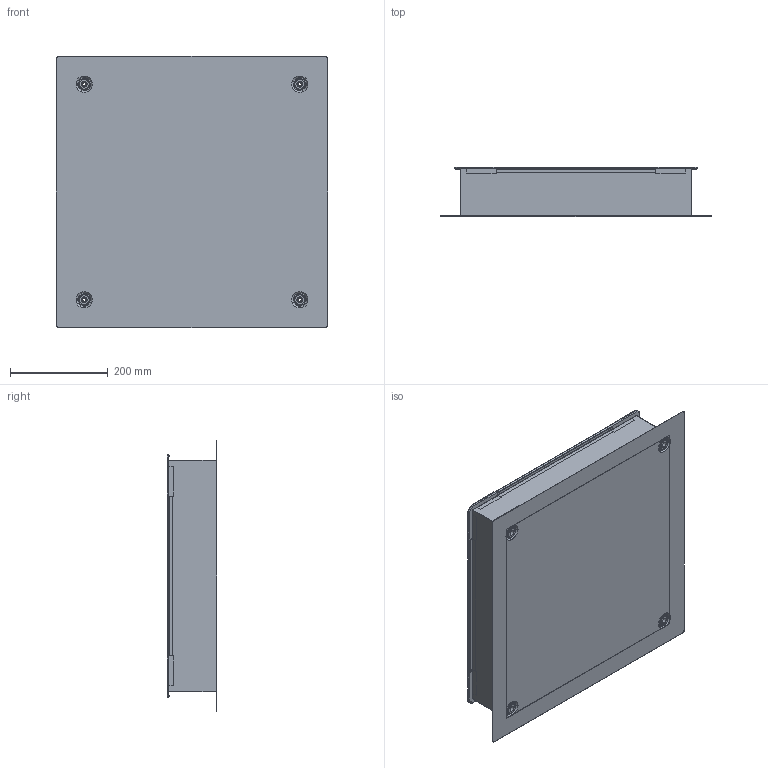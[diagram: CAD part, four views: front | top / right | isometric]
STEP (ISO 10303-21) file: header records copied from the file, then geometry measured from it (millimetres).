
FILE_DESCRIPTION((''),'2;1');
FILE_NAME('UDB3215265_ASM','2022-11-11T08:43:05',('schnurrr'),(''),'CREO PARAMETRIC BY PTC INC, 2022024','CREO PARAMETRIC BY PTC INC, 2022024','');
FILE_SCHEMA(('AUTOMOTIVE_DESIGN { 1 0 10303 214 1 1 1 1 }'));
Length unit declared in the file: millimetre
Products named in the file (9): U05360KUN_6; U05349KUN_6; U05355KUN_7; U05352KUN_9; U05357KUN_13; U05344KUN_ASM_3_ASM; U05315KUN_ASM_29_ASM; SEITENTEIL; UDB3215265_ASM
Assembly tree (17 placements, depth 4):
  UDB3215265_ASM
    U05315KUN_ASM_29_ASM
      U05360KUN_6
      U05349KUN_6  x4
      U05344KUN_ASM_3_ASM
        U05355KUN_7  x4
        U05352KUN_9  x4
        U05357KUN_13
    SEITENTEIL
Bounding box: 556 x 100.9 x 556 mm (x, y, z)
Volume: 1252391 mm3; surface area: 1658146 mm2
Topology: 15 solids, 19 shells, 2174 faces, 5864 edges, 3928 vertices
Faces by surface type: plane 1602, bspline 288, cone 224, cylinder 60
Entity records: 24779 total; most frequent: CARTESIAN_POINT 8516, ORIENTED_EDGE 3198, DIRECTION 2931, EDGE_CURVE 1601, VECTOR 1176, LINE 1176, VERTEX_POINT 1072, AXIS2_PLACEMENT_3D 865
